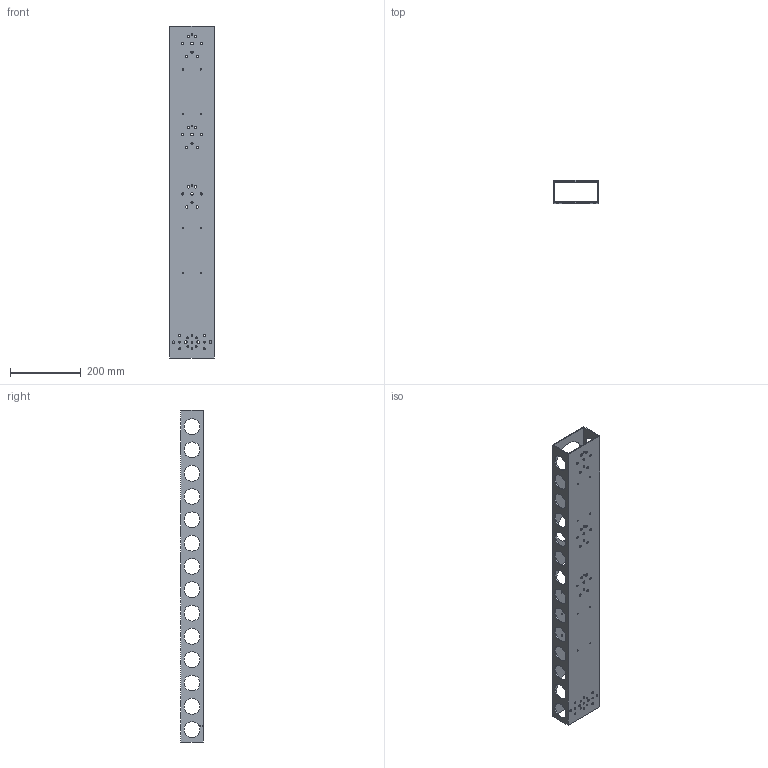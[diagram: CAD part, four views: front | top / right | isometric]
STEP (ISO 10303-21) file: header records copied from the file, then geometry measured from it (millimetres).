
FILE_DESCRIPTION(/* description */ ('Alibre Inc.'),/* implementation_level */ '2;1');
FILE_NAME(/* name */ 'export0',/* time_stamp */ '2019-08-27T11:57:48+02:00',/* author */ (''),/* organization */ (''),/* preprocessor_version */ 'ST-DEVELOPER v12',/* originating_system */ 'Alibre',/* authorisation */ '');
FILE_SCHEMA (('AUTOMOTIVE_DESIGN'));
Length unit declared in the file: centimetre
Bounding box: 127 x 63.5 x 940 mm (x, y, z)
Volume: 807391.3 mm3; surface area: 559862.8 mm2
Topology: 1 solids, 1 shells, 119 faces, 428 edges, 311 vertices
Faces by surface type: cylinder 107, plane 12
Full cylindrical faces by diameter (mm): 3.5 x8, 4.5 x25, 5.5 x12, 6 x9, 7 x13, 7.5 x6, 45 x28, 100 x4
Entity records: 3923 total; most frequent: DIRECTION 656, CARTESIAN_POINT 583, ORIENTED_EDGE 492, EDGE_LOOP 436, FACE_BOUND 436, AXIS2_PLACEMENT_3D 319, EDGE_CURVE 246, VERTEX_POINT 234
